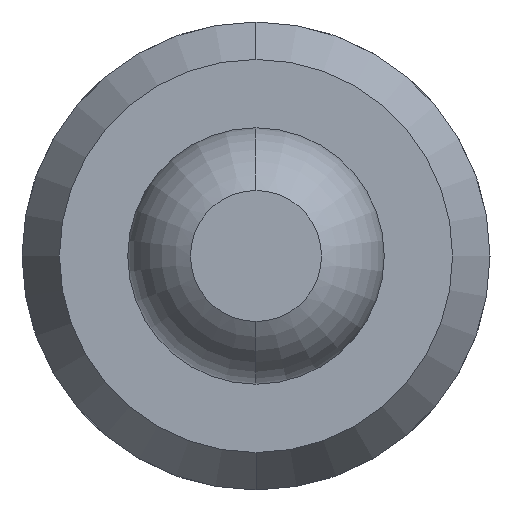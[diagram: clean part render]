
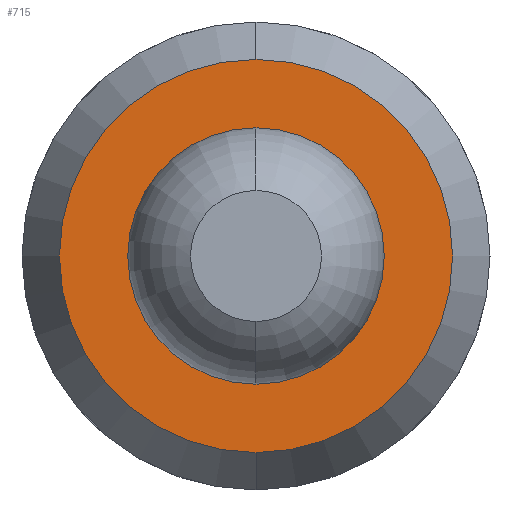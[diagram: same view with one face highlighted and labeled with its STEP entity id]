
A CAD part, front view. The second image highlights one B-rep face of the part: STEP entity #715.
In plain terms, the highlighted planar face has unit normal (0, -1, 0).
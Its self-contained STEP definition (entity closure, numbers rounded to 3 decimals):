
#109 = VERTEX_POINT ( 'NONE', #3205 ) ;
#156 = DIRECTION ( 'NONE',  ( 0., 0., 1. ) ) ;
#205 = CARTESIAN_POINT ( 'NONE',  ( 0., 6.4, 0. ) ) ;
#618 = ORIENTED_EDGE ( 'NONE', *, *, #3512, .T. ) ;
#644 = AXIS2_PLACEMENT_3D ( 'NONE', #4160, #2979, #2084 ) ;
#688 = CIRCLE ( 'NONE', #3930, 0.45 ) ;
#715 = ADVANCED_FACE ( 'Defeature ausgef�hrt1_23', ( #3899, #4436 ), #2508, .F. ) ;
#847 = CARTESIAN_POINT ( 'NONE',  ( 0., 6.4, 0.45 ) ) ;
#1174 = CARTESIAN_POINT ( 'NONE',  ( 0., 6.4, 1.05 ) ) ;
#1213 = CIRCLE ( 'NONE', #4348, 1.05 ) ;
#1272 = ORIENTED_EDGE ( 'NONE', *, *, #4130, .T. ) ;
#1412 = CARTESIAN_POINT ( 'NONE',  ( 0., 6.4, -0.45 ) ) ;
#1633 = ORIENTED_EDGE ( 'NONE', *, *, #2556, .T. ) ;
#1681 = EDGE_CURVE ( 'Defeature ausgef�hrt1_23+Defeature ausgef�hrt1_22+Defeature ausgef�hrt1_22+Defeature ausgef�hrt1_22', #2812, #2408, #2902, .T. ) ;
#1704 = DIRECTION ( 'NONE',  ( 0., 1., 0. ) ) ;
#1957 = EDGE_LOOP ( 'NONE', ( #1633, #1272 ) ) ;
#2084 = DIRECTION ( 'NONE',  ( 0., 0., 1. ) ) ;
#2121 = DIRECTION ( 'NONE',  ( 0., 0., 1. ) ) ;
#2259 = AXIS2_PLACEMENT_3D ( 'NONE', #205, #3113, #2756 ) ;
#2408 = VERTEX_POINT ( 'NONE', #1412 ) ;
#2463 = CIRCLE ( 'NONE', #2259, 1.05 ) ;
#2487 = EDGE_LOOP ( 'NONE', ( #618, #5318 ) ) ;
#2508 = PLANE ( 'NONE',  #3815 ) ;
#2556 = EDGE_CURVE ( 'Defeature ausgef�hrt1_23+Defeature ausgef�hrt1_57+Defeature ausgef�hrt1_57+Defeature ausgef�hrt1_57', #3158, #109, #1213, .T. ) ;
#2756 = DIRECTION ( 'NONE',  ( 0., 0., 1. ) ) ;
#2812 = VERTEX_POINT ( 'NONE', #847 ) ;
#2902 = CIRCLE ( 'NONE', #644, 0.45 ) ;
#2979 = DIRECTION ( 'NONE',  ( 0., 1., 0. ) ) ;
#3113 = DIRECTION ( 'NONE',  ( 0., -1., 0. ) ) ;
#3114 = CARTESIAN_POINT ( 'NONE',  ( 0., 6.4, 0. ) ) ;
#3158 = VERTEX_POINT ( 'NONE', #1174 ) ;
#3205 = CARTESIAN_POINT ( 'NONE',  ( 0., 6.4, -1.05 ) ) ;
#3512 = EDGE_CURVE ( 'Defeature ausgef�hrt1_23+Defeature ausgef�hrt1_22+Defeature ausgef�hrt1_22+Defeature ausgef�hrt1_22', #2408, #2812, #688, .T. ) ;
#3520 = DIRECTION ( 'NONE',  ( 0., -1., 0. ) ) ;
#3815 = AXIS2_PLACEMENT_3D ( 'NONE', #4980, #1704, #2121 ) ;
#3899 = FACE_OUTER_BOUND ( 'NONE', #1957, .T. ) ;
#3930 = AXIS2_PLACEMENT_3D ( 'NONE', #4236, #5117, #156 ) ;
#3974 = DIRECTION ( 'NONE',  ( 0., 0., 1. ) ) ;
#4130 = EDGE_CURVE ( 'Defeature ausgef�hrt1_23+Defeature ausgef�hrt1_57+Defeature ausgef�hrt1_57+Defeature ausgef�hrt1_57', #109, #3158, #2463, .T. ) ;
#4160 = CARTESIAN_POINT ( 'NONE',  ( 0., 6.4, 0. ) ) ;
#4236 = CARTESIAN_POINT ( 'NONE',  ( 0., 6.4, 0. ) ) ;
#4348 = AXIS2_PLACEMENT_3D ( 'NONE', #3114, #3520, #3974 ) ;
#4436 = FACE_BOUND ( 'NONE', #2487, .T. ) ;
#4980 = CARTESIAN_POINT ( 'NONE',  ( 0.45, 6.4, 0. ) ) ;
#5117 = DIRECTION ( 'NONE',  ( 0., 1., 0. ) ) ;
#5318 = ORIENTED_EDGE ( 'NONE', *, *, #1681, .T. ) ;
